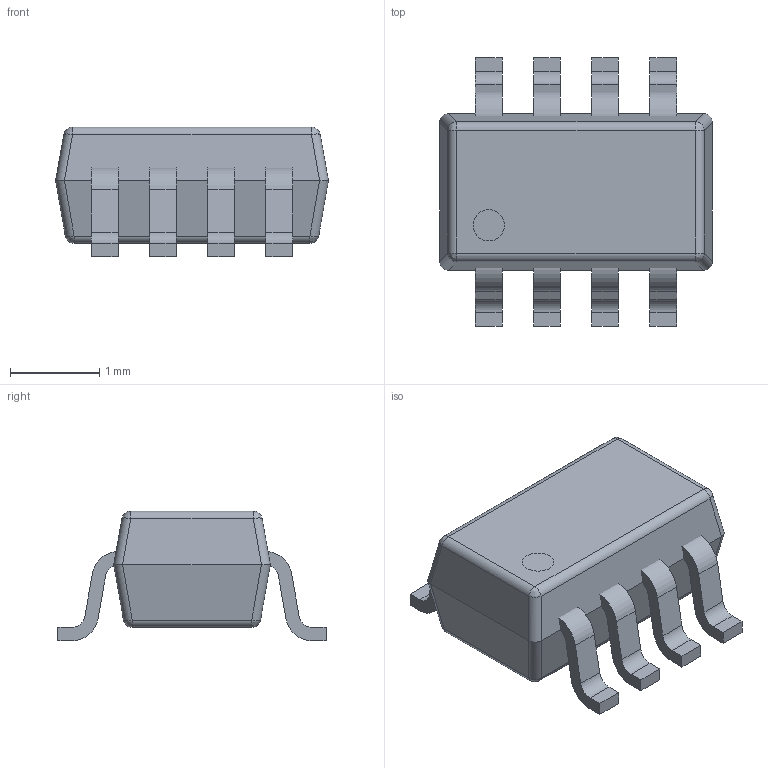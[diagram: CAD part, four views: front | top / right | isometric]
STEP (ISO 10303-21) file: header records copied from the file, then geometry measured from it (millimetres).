
FILE_DESCRIPTION(('STEP AP214'), '1');
FILE_NAME('MO-178BA', '2016-09-20T20:02:15', ('Nobody'), (''), 'ASCON STEP Converter 1.3', 'ASCON Math Kernel', '');
FILE_SCHEMA(('AUTOMOTIVE_DESIGN { 1 0 10303 214 3 1 1}'));
Length unit declared in the file: millimetre
Bounding box: 3.05 x 3 x 1.45 mm (x, y, z)
Volume: 6.7 mm3; surface area: 31.2 mm2
Topology: 9 solids, 9 shells, 147 faces, 393 edges, 265 vertices
Faces by surface type: plane 91, cylinder 48, bspline 8
Entity records: 5867 total; most frequent: CARTESIAN_POINT 930, DIRECTION 750, ORIENTED_EDGE 706, EDGE_CURVE 353, LINE 292, VECTOR 292, AXIS2_PLACEMENT_3D 229, VERTEX_POINT 225
